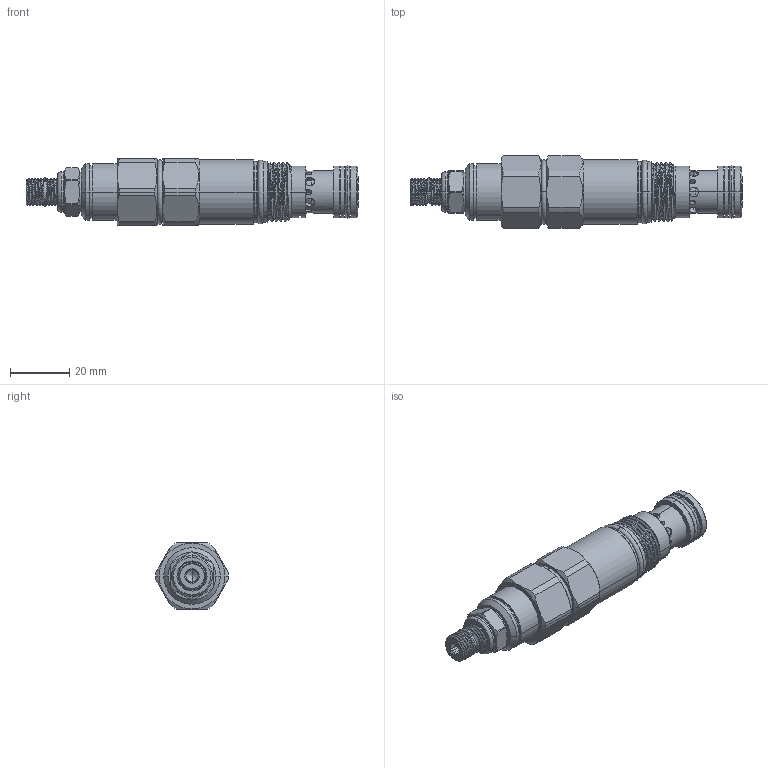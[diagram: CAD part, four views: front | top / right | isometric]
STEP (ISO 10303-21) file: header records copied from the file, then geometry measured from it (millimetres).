
FILE_DESCRIPTION (( 'STEP AP203' ), '1' );
FILE_NAME ('SC13A20-L.STEP', '2016-08-10T06:40:10', ( '' ), ( '' ), 'SwSTEP 2.0', 'SolidWorks 2012', '' );
FILE_SCHEMA (( 'CONFIG_CONTROL_DESIGN' ));
Length unit declared in the file: millimetre
Products named in the file (1): SC13A20-L
Bounding box: 111.63 x 24.5 x 22.22 mm (x, y, z)
Volume: 31506.1 mm3; surface area: 10642.8 mm2
Topology: 4 solids, 5 shells, 363 faces, 902 edges, 579 vertices
Faces by surface type: cylinder 182, plane 75, cone 56, torus 35, bspline 14, sphere 1
Entity records: 22095 total; most frequent: CARTESIAN_POINT 13863, ORIENTED_EDGE 1796, DIRECTION 1631, EDGE_CURVE 898, AXIS2_PLACEMENT_3D 679, VERTEX_POINT 578, EDGE_LOOP 400, ADVANCED_FACE 363
